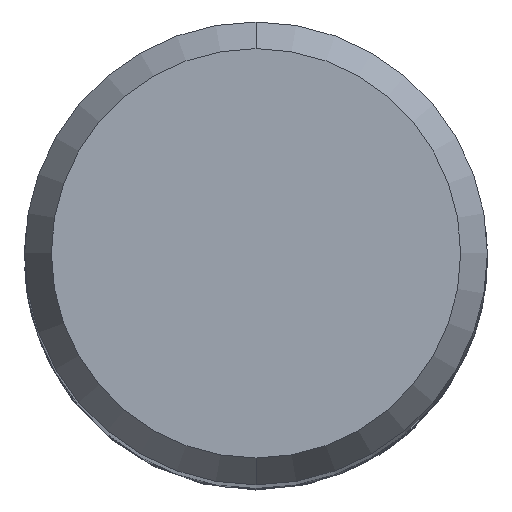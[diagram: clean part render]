
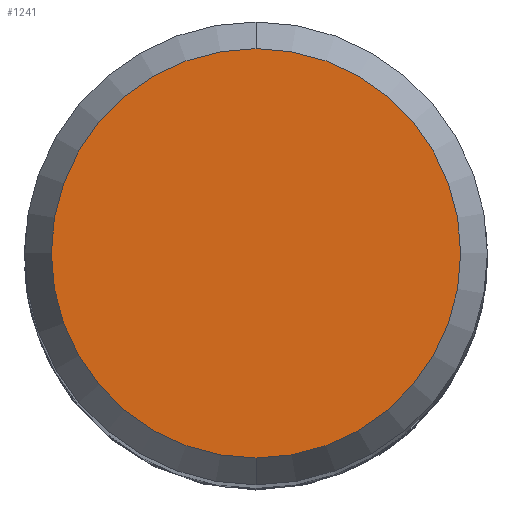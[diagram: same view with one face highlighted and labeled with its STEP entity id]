
A CAD part, top view. The second image highlights one B-rep face of the part: STEP entity #1241.
In plain terms, the highlighted planar face has unit normal (0, 0, 1).
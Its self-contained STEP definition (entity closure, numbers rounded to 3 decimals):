
#491=VERTEX_POINT('',#1419);
#909=EDGE_CURVE('',#1383,#491,#1870,.T.);
#1093=EDGE_CURVE('',#491,#1383,#2072,.T.);
#1241=ADVANCED_FACE('',(#2234),#2235,.T.);
#1383=VERTEX_POINT('',#2392);
#1419=CARTESIAN_POINT('',(0.0,4.423,0.0));
#1870=CIRCLE('',#8296,4.423);
#2072=CIRCLE('',#9754,4.423);
#2234=FACE_OUTER_BOUND('',#12004,.T.);
#2235=PLANE('',#12005);
#2392=CARTESIAN_POINT('',(0.,-4.423,0.0));
#8296=AXIS2_PLACEMENT_3D('',#13532,#13533,#13534);
#9754=AXIS2_PLACEMENT_3D('',#13756,#13757,#13758);
#12004=EDGE_LOOP('',(#13924,#13925));
#12005=AXIS2_PLACEMENT_3D('',#13926,#13927,#13928);
#13532=CARTESIAN_POINT('',(0.0,0.0,0.0));
#13533=DIRECTION('',(0.0,0.0,-1.0));
#13534=DIRECTION('',(0.0,1.0,0.0));
#13756=CARTESIAN_POINT('',(0.0,0.0,0.0));
#13757=DIRECTION('',(0.0,0.0,-1.0));
#13758=DIRECTION('',(0.0,1.0,0.0));
#13924=ORIENTED_EDGE('',*,*,#1093,.F.);
#13925=ORIENTED_EDGE('',*,*,#909,.F.);
#13926=CARTESIAN_POINT('',(0.0,2.211,0.0));
#13927=DIRECTION('',(-0.0,0.0,1.0));
#13928=DIRECTION('',(0.0,-1.0,0.0));
